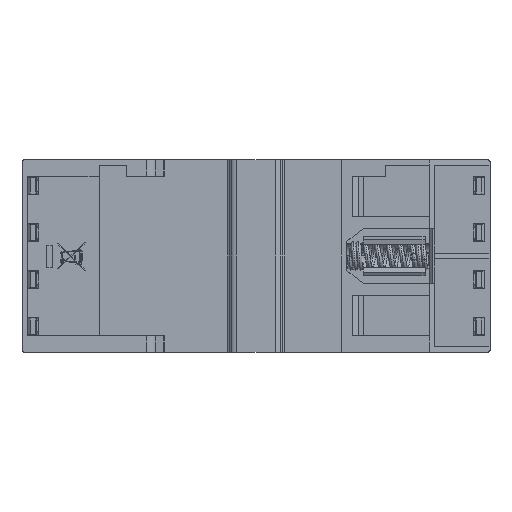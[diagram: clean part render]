
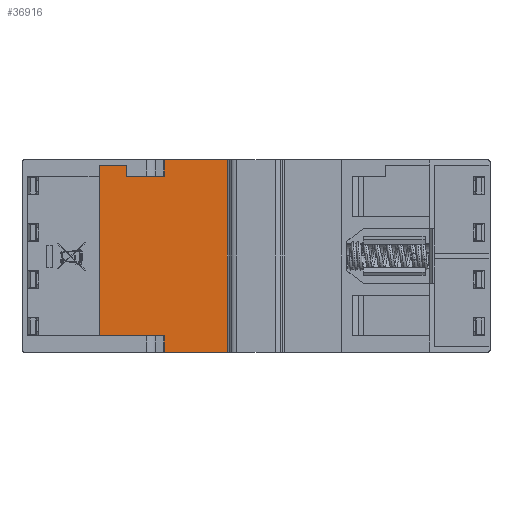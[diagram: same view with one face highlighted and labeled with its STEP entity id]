
A CAD part, front view. The second image highlights one B-rep face of the part: STEP entity #36916.
In plain terms, the highlighted planar face has unit normal (0, -1, 0).
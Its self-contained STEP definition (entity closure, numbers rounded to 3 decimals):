
#328=DIRECTION('',(1.,0.,0.));
#329=VECTOR('',#328,12.25);
#330=CARTESIAN_POINT('',(-17.5,0.,-17.5));
#331=LINE('',#330,#329);
#644=DIRECTION('',(-1.,0.,0.));
#645=VECTOR('',#644,5.);
#646=CARTESIAN_POINT('',(-23.5,0.,17.5));
#647=LINE('',#646,#645);
#700=DIRECTION('',(0.,0.,1.));
#701=VECTOR('',#700,35.);
#702=CARTESIAN_POINT('',(-5.25,0.,-17.5));
#703=LINE('',#702,#701);
#707=DIRECTION('',(0.,0.,1.));
#708=VECTOR('',#707,32.);
#709=CARTESIAN_POINT('',(-28.5,0.,-14.5));
#710=LINE('',#709,#708);
#714=DIRECTION('',(0.,0.,-1.));
#715=VECTOR('',#714,3.);
#716=CARTESIAN_POINT('',(-23.5,0.,17.5));
#717=LINE('',#716,#715);
#721=DIRECTION('',(1.,0.,0.));
#722=VECTOR('',#721,6.);
#723=CARTESIAN_POINT('',(-23.5,0.,14.5));
#724=LINE('',#723,#722);
#728=DIRECTION('',(1.,0.,0.));
#729=VECTOR('',#728,12.25);
#730=CARTESIAN_POINT('',(-17.5,0.,17.5));
#731=LINE('',#730,#729);
#735=DIRECTION('',(0.,0.,1.));
#736=VECTOR('',#735,3.);
#737=CARTESIAN_POINT('',(-17.5,0.,-17.5));
#738=LINE('',#737,#736);
#1356=DIRECTION('',(1.,0.,0.));
#1357=VECTOR('',#1356,11.);
#1358=CARTESIAN_POINT('',(-28.5,0.,-14.5));
#1359=LINE('',#1358,#1357);
#30823=DIRECTION('',(0.,0.,-1.));
#30824=VECTOR('',#30823,3.);
#30825=CARTESIAN_POINT('',(-17.5,0.,17.5));
#30826=LINE('',#30825,#30824);
#30944=CARTESIAN_POINT('',(-17.5,0.,-17.5));
#30945=VERTEX_POINT('',#30944);
#30946=CARTESIAN_POINT('',(-5.25,0.,-17.5));
#30947=VERTEX_POINT('',#30946);
#30964=CARTESIAN_POINT('',(-5.25,0.,17.5));
#30965=VERTEX_POINT('',#30964);
#30966=CARTESIAN_POINT('',(-17.5,0.,17.5));
#30967=VERTEX_POINT('',#30966);
#31050=CARTESIAN_POINT('',(-28.5,0.,17.5));
#31052=VERTEX_POINT('',#31050);
#31056=CARTESIAN_POINT('',(-23.5,0.,17.5));
#31057=VERTEX_POINT('',#31056);
#31074=CARTESIAN_POINT('',(-28.5,0.,-14.5));
#31075=VERTEX_POINT('',#31074);
#31076=CARTESIAN_POINT('',(-23.5,0.,14.5));
#31077=VERTEX_POINT('',#31076);
#31078=CARTESIAN_POINT('',(-17.5,0.,14.5));
#31079=VERTEX_POINT('',#31078);
#31080=CARTESIAN_POINT('',(-17.5,0.,-14.5));
#31081=VERTEX_POINT('',#31080);
#36893=CARTESIAN_POINT('',(-41.5,0.,-17.5));
#36894=DIRECTION('',(0.,-1.,0.));
#36895=DIRECTION('',(1.,0.,0.));
#36896=AXIS2_PLACEMENT_3D('',#36893,#36894,#36895);
#36897=PLANE('',#36896);
#36899=ORIENTED_EDGE('',*,*,#36898,.T.);
#36900=ORIENTED_EDGE('',*,*,#36781,.F.);
#36902=ORIENTED_EDGE('',*,*,#36901,.T.);
#36904=ORIENTED_EDGE('',*,*,#36903,.T.);
#36906=ORIENTED_EDGE('',*,*,#36905,.F.);
#36907=ORIENTED_EDGE('',*,*,#36687,.T.);
#36908=ORIENTED_EDGE('',*,*,#36880,.F.);
#36909=ORIENTED_EDGE('',*,*,#36631,.F.);
#36911=ORIENTED_EDGE('',*,*,#36910,.T.);
#36913=ORIENTED_EDGE('',*,*,#36912,.F.);
#36914=EDGE_LOOP('',(#36899,#36900,#36902,#36904,#36906,#36907,#36908,#36909,
#36911,#36913));
#36915=FACE_OUTER_BOUND('',#36914,.F.);
#36631=EDGE_CURVE('',#30945,#30947,#331,.T.);
#36687=EDGE_CURVE('',#30967,#30965,#731,.T.);
#36781=EDGE_CURVE('',#31057,#31052,#647,.T.);
#36880=EDGE_CURVE('',#30947,#30965,#703,.T.);
#36898=EDGE_CURVE('',#31075,#31052,#710,.T.);
#36901=EDGE_CURVE('',#31057,#31077,#717,.T.);
#36903=EDGE_CURVE('',#31077,#31079,#724,.T.);
#36905=EDGE_CURVE('',#30967,#31079,#30826,.T.);
#36910=EDGE_CURVE('',#30945,#31081,#738,.T.);
#36912=EDGE_CURVE('',#31075,#31081,#1359,.T.);
#36916=ADVANCED_FACE('',(#36915),#36897,.T.);
